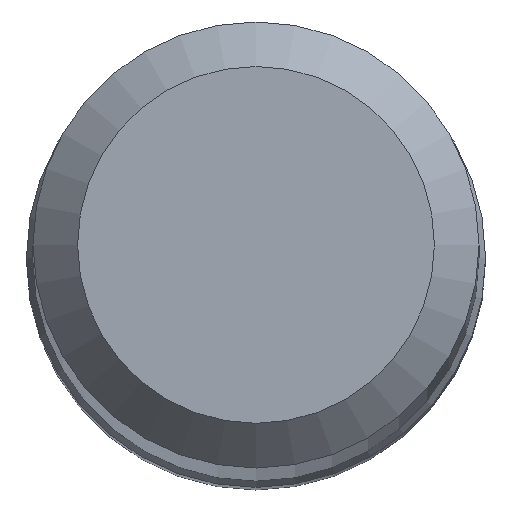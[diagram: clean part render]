
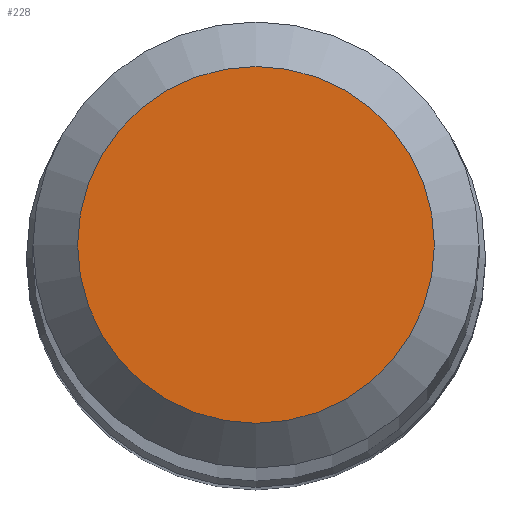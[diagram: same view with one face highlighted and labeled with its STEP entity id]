
A CAD part, top view. The second image highlights one B-rep face of the part: STEP entity #228.
In plain terms, the highlighted planar face has unit normal (0, 0, 1).
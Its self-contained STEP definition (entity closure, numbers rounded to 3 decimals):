
#16 = DIRECTION ( 'NONE',  ( 0., 0., 1. ) ) ;
#18 = EDGE_LOOP ( 'NONE', ( #103 ) ) ;
#48 = CARTESIAN_POINT ( 'NONE',  ( 0., 0., 80. ) ) ;
#64 = DIRECTION ( 'NONE',  ( 0., 0., -1. ) ) ;
#70 = CIRCLE ( 'NONE', #232, 1.6 ) ;
#84 = DIRECTION ( 'NONE',  ( 0., -1., 0. ) ) ;
#103 = ORIENTED_EDGE ( 'NONE', *, *, #112, .F. ) ;
#106 = DIRECTION ( 'NONE',  ( 0., 1., 0. ) ) ;
#112 = EDGE_CURVE ( 'NONE', #231, #231, #70, .T. ) ;
#138 = AXIS2_PLACEMENT_3D ( 'NONE', #48, #16, #84 ) ;
#159 = CARTESIAN_POINT ( 'NONE',  ( 0., 0., 80. ) ) ;
#206 = CARTESIAN_POINT ( 'NONE',  ( 0., 1.6, 80. ) ) ;
#216 = PLANE ( 'NONE',  #138 ) ;
#228 = ADVANCED_FACE ( 'NONE', ( #242 ), #216, .T. ) ;
#231 = VERTEX_POINT ( 'NONE', #206 ) ;
#232 = AXIS2_PLACEMENT_3D ( 'NONE', #159, #64, #106 ) ;
#242 = FACE_OUTER_BOUND ( 'NONE', #18, .T. ) ;
